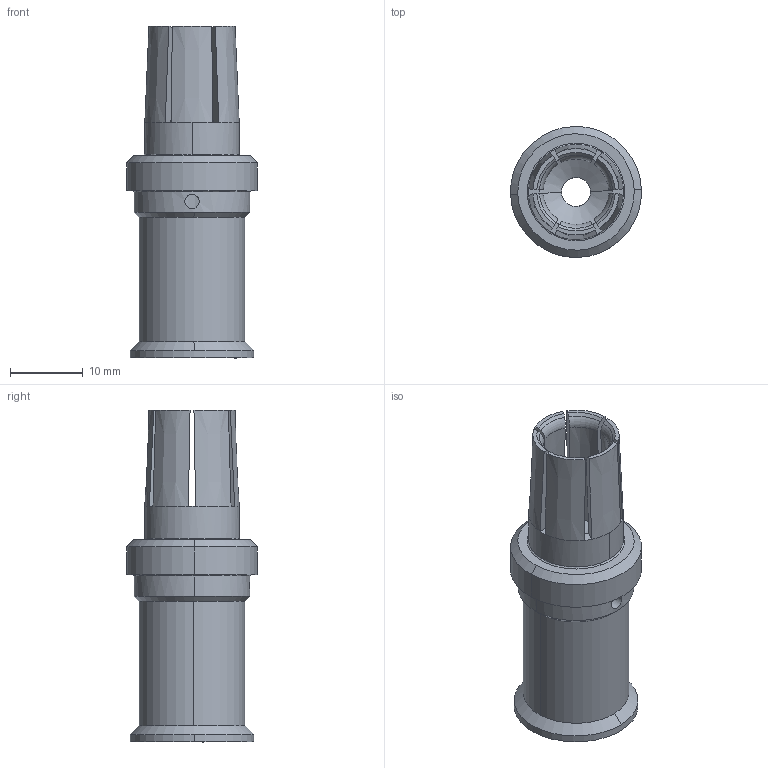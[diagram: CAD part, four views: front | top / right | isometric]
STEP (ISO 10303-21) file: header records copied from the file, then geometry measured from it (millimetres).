
FILE_DESCRIPTION(('Creo Elements/Direct Modeling STEP Export'),'2;1');
FILE_NAME('0ln7uvk5p8892gi5692','2023-02-16T16:36:20',(''),(''),'Creo Elements/Direct Modeling STEP processor for AP214 (Solid Model)','Creo Elements/Direct Modeling 20.1B 02-Apr-2019 (C) Parametric Technology GmbH','');
FILE_SCHEMA(('AUTOMOTIVE_DESIGN { 1 0 10303 214 1 1 1 1 }'));
Length unit declared in the file: millimetre
Products named in the file (2): C30FA 50
Assembly tree (1 placements, depth 2):
  C30FA 50
    C30FA 50
Bounding box: 17.99 x 17.99 x 45.6 mm (x, y, z)
Volume: 4055.8 mm3; surface area: 3930.3 mm2
Topology: 1 solids, 1 shells, 87 faces, 228 edges, 141 vertices
Faces by surface type: cone 30, plane 27, cylinder 18, torus 12
Entity records: 4685 total; most frequent: CARTESIAN_POINT 1998, ORIENTED_EDGE 448, DIRECTION 354, EDGE_CURVE 224, AXIS2_PLACEMENT_3D 150, VERTEX_POINT 139, EDGE_LOOP 91, COLOUR_RGB 88
